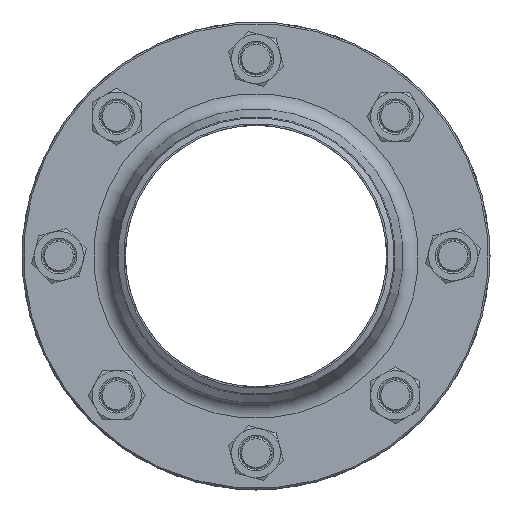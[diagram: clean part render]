
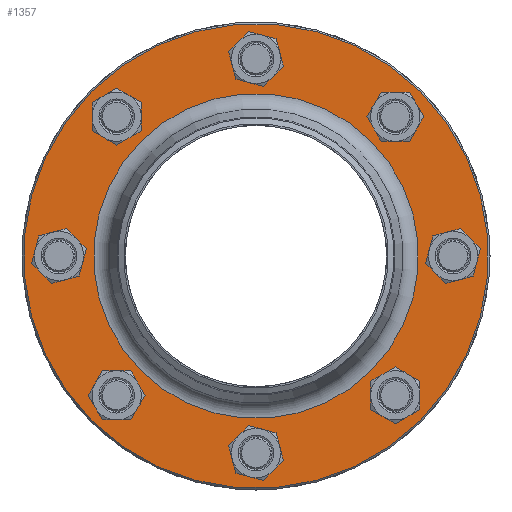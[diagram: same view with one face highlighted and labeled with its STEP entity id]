
A CAD part, left-side view. The second image highlights one B-rep face of the part: STEP entity #1357.
In plain terms, the highlighted planar face has unit normal (-1, 0, 0).
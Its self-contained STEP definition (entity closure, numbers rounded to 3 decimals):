
#495=FACE_BOUND('',#2367,.T.);
#496=FACE_BOUND('',#2368,.T.);
#497=FACE_BOUND('',#2369,.T.);
#498=FACE_BOUND('',#2370,.T.);
#499=FACE_BOUND('',#2371,.T.);
#500=FACE_BOUND('',#2372,.T.);
#501=FACE_BOUND('',#2373,.T.);
#502=FACE_BOUND('',#2374,.T.);
#503=FACE_BOUND('',#2375,.T.);
#504=FACE_BOUND('',#2376,.T.);
#944=CIRCLE('',#6787,98.938);
#945=CIRCLE('',#6789,141.5);
#946=CIRCLE('',#6790,12.);
#947=CIRCLE('',#6791,12.);
#948=CIRCLE('',#6792,12.);
#949=CIRCLE('',#6793,12.);
#950=CIRCLE('',#6794,12.);
#951=CIRCLE('',#6795,12.);
#952=CIRCLE('',#6796,12.);
#953=CIRCLE('',#6797,12.);
#1357=ADVANCED_FACE('',(#495,#496,#497,#498,#499,#500,#501,#502,#503,#504),
#1828,.F.);
#1828=PLANE('',#6798);
#2367=EDGE_LOOP('',(#3599));
#2368=EDGE_LOOP('',(#3600));
#2369=EDGE_LOOP('',(#3601));
#2370=EDGE_LOOP('',(#3602));
#2371=EDGE_LOOP('',(#3603));
#2372=EDGE_LOOP('',(#3604));
#2373=EDGE_LOOP('',(#3605));
#2374=EDGE_LOOP('',(#3606));
#2375=EDGE_LOOP('',(#3607));
#2376=EDGE_LOOP('',(#3608));
#3599=ORIENTED_EDGE('',*,*,#5717,.T.);
#3600=ORIENTED_EDGE('',*,*,#5718,.T.);
#3601=ORIENTED_EDGE('',*,*,#5719,.T.);
#3602=ORIENTED_EDGE('',*,*,#5720,.T.);
#3603=ORIENTED_EDGE('',*,*,#5721,.T.);
#3604=ORIENTED_EDGE('',*,*,#5722,.T.);
#3605=ORIENTED_EDGE('',*,*,#5723,.T.);
#3606=ORIENTED_EDGE('',*,*,#5724,.T.);
#3607=ORIENTED_EDGE('',*,*,#5725,.T.);
#3608=ORIENTED_EDGE('',*,*,#5716,.T.);
#5130=VERTEX_POINT('',#9902);
#5131=VERTEX_POINT('',#9905);
#5132=VERTEX_POINT('',#9907);
#5133=VERTEX_POINT('',#9909);
#5134=VERTEX_POINT('',#9911);
#5135=VERTEX_POINT('',#9913);
#5136=VERTEX_POINT('',#9915);
#5137=VERTEX_POINT('',#9917);
#5138=VERTEX_POINT('',#9919);
#5139=VERTEX_POINT('',#9921);
#5716=EDGE_CURVE('',#5130,#5130,#944,.T.);
#5717=EDGE_CURVE('',#5131,#5131,#945,.T.);
#5718=EDGE_CURVE('',#5132,#5132,#946,.T.);
#5719=EDGE_CURVE('',#5133,#5133,#947,.T.);
#5720=EDGE_CURVE('',#5134,#5134,#948,.T.);
#5721=EDGE_CURVE('',#5135,#5135,#949,.T.);
#5722=EDGE_CURVE('',#5136,#5136,#950,.T.);
#5723=EDGE_CURVE('',#5137,#5137,#951,.T.);
#5724=EDGE_CURVE('',#5138,#5138,#952,.T.);
#5725=EDGE_CURVE('',#5139,#5139,#953,.T.);
#6787=AXIS2_PLACEMENT_3D('',#9901,#7808,#7809);
#6789=AXIS2_PLACEMENT_3D('',#9904,#7812,#7813);
#6790=AXIS2_PLACEMENT_3D('',#9906,#7814,#7815);
#6791=AXIS2_PLACEMENT_3D('',#9908,#7816,#7817);
#6792=AXIS2_PLACEMENT_3D('',#9910,#7818,#7819);
#6793=AXIS2_PLACEMENT_3D('',#9912,#7820,#7821);
#6794=AXIS2_PLACEMENT_3D('',#9914,#7822,#7823);
#6795=AXIS2_PLACEMENT_3D('',#9916,#7824,#7825);
#6796=AXIS2_PLACEMENT_3D('',#9918,#7826,#7827);
#6797=AXIS2_PLACEMENT_3D('',#9920,#7828,#7829);
#6798=AXIS2_PLACEMENT_3D('',#9922,#7830,#7831);
#7808=DIRECTION('',(1.,0.,0.));
#7809=DIRECTION('',(0.,-0.707,-0.707));
#7812=DIRECTION('',(-1.,0.,0.));
#7813=DIRECTION('',(0.,-0.707,-0.707));
#7814=DIRECTION('',(1.,0.,0.));
#7815=DIRECTION('',(0.,-0.707,-0.707));
#7816=DIRECTION('',(1.,0.,0.));
#7817=DIRECTION('',(0.,-0.707,-0.707));
#7818=DIRECTION('',(1.,0.,0.));
#7819=DIRECTION('',(0.,-0.707,-0.707));
#7820=DIRECTION('',(1.,0.,0.));
#7821=DIRECTION('',(0.,-0.707,-0.707));
#7822=DIRECTION('',(1.,0.,0.));
#7823=DIRECTION('',(0.,-0.707,-0.707));
#7824=DIRECTION('',(1.,0.,0.));
#7825=DIRECTION('',(0.,-0.707,-0.707));
#7826=DIRECTION('',(1.,0.,0.));
#7827=DIRECTION('',(0.,-0.707,-0.707));
#7828=DIRECTION('',(1.,0.,0.));
#7829=DIRECTION('',(0.,-0.707,-0.707));
#7830=DIRECTION('',(1.,0.,0.));
#7831=DIRECTION('',(0.,-0.707,-0.707));
#9901=CARTESIAN_POINT('',(-25.5,0.,0.));
#9902=CARTESIAN_POINT('',(-25.5,-69.96,-69.96));
#9904=CARTESIAN_POINT('',(-25.5,0.,0.));
#9905=CARTESIAN_POINT('',(-25.5,-100.056,-100.056));
#9906=CARTESIAN_POINT('',(-25.5,120.,0.));
#9907=CARTESIAN_POINT('',(-25.5,111.515,-8.485));
#9908=CARTESIAN_POINT('',(-25.5,84.853,84.853));
#9909=CARTESIAN_POINT('',(-25.5,76.368,76.368));
#9910=CARTESIAN_POINT('',(-25.5,0.,120.));
#9911=CARTESIAN_POINT('',(-25.5,-8.485,111.515));
#9912=CARTESIAN_POINT('',(-25.5,-84.853,84.853));
#9913=CARTESIAN_POINT('',(-25.5,-93.338,76.368));
#9914=CARTESIAN_POINT('',(-25.5,-120.,0.));
#9915=CARTESIAN_POINT('',(-25.5,-128.485,-8.485));
#9916=CARTESIAN_POINT('',(-25.5,-84.853,-84.853));
#9917=CARTESIAN_POINT('',(-25.5,-93.338,-93.338));
#9918=CARTESIAN_POINT('',(-25.5,0.,-120.));
#9919=CARTESIAN_POINT('',(-25.5,-8.485,-128.485));
#9920=CARTESIAN_POINT('',(-25.5,84.853,-84.853));
#9921=CARTESIAN_POINT('',(-25.5,76.368,-93.338));
#9922=CARTESIAN_POINT('',(-25.5,69.96,-69.96));
